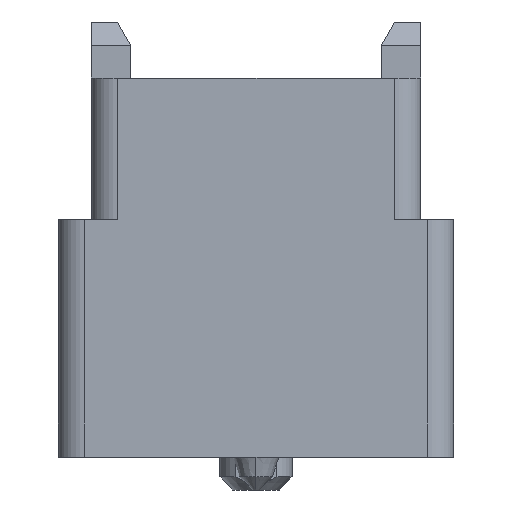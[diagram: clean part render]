
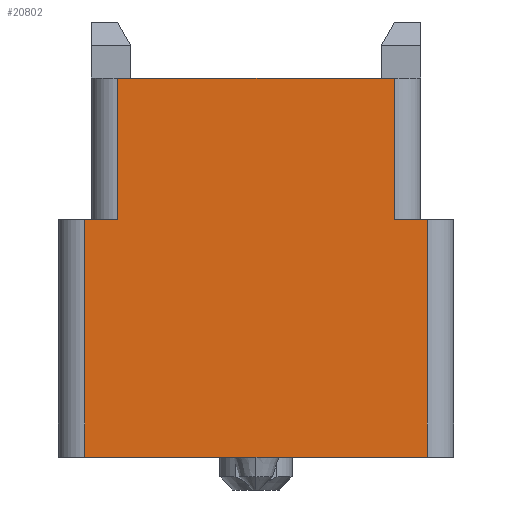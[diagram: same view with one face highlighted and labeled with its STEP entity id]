
A CAD part, left-side view. The second image highlights one B-rep face of the part: STEP entity #20802.
In plain terms, the highlighted planar face has unit normal (-1, 0, 0).
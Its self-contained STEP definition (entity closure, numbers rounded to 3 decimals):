
#217=DIRECTION('',(0.,1.,0.));
#218=VECTOR('',#217,4.2);
#219=CARTESIAN_POINT('',(-30.9,-2.1,-0.85));
#220=LINE('',#219,#218);
#605=DIRECTION('',(0.,-1.,0.));
#606=VECTOR('',#605,0.5);
#607=CARTESIAN_POINT('',(-30.9,2.6,-3.));
#608=LINE('',#607,#606);
#635=DIRECTION('',(0.,-1.,0.));
#636=VECTOR('',#635,0.5);
#637=CARTESIAN_POINT('',(-30.9,-2.1,-3.));
#638=LINE('',#637,#636);
#687=DIRECTION('',(0.,1.,0.));
#688=VECTOR('',#687,5.2);
#689=CARTESIAN_POINT('',(-30.9,-2.6,-6.6));
#690=LINE('',#689,#688);
#691=DIRECTION('',(0.,0.,1.));
#692=VECTOR('',#691,3.6);
#693=CARTESIAN_POINT('',(-30.9,2.6,-6.6));
#694=LINE('',#693,#692);
#695=DIRECTION('',(0.,0.,-1.));
#696=VECTOR('',#695,2.15);
#697=CARTESIAN_POINT('',(-30.9,2.1,-0.85));
#698=LINE('',#697,#696);
#709=DIRECTION('',(0.,0.,-1.));
#710=VECTOR('',#709,2.15);
#711=CARTESIAN_POINT('',(-30.9,-2.1,-0.85));
#712=LINE('',#711,#710);
#713=DIRECTION('',(0.,0.,1.));
#714=VECTOR('',#713,3.6);
#715=CARTESIAN_POINT('',(-30.9,-2.6,-6.6));
#716=LINE('',#715,#714);
#15012=CARTESIAN_POINT('',(-30.9,2.6,-6.6));
#15013=VERTEX_POINT('',#15012);
#15014=CARTESIAN_POINT('',(-30.9,-2.6,-6.6));
#15016=VERTEX_POINT('',#15014);
#15036=CARTESIAN_POINT('',(-30.9,2.6,-3.));
#15037=VERTEX_POINT('',#15036);
#15038=CARTESIAN_POINT('',(-30.9,-2.6,-3.));
#15040=VERTEX_POINT('',#15038);
#15045=CARTESIAN_POINT('',(-30.9,2.1,-3.));
#15047=VERTEX_POINT('',#15045);
#15048=CARTESIAN_POINT('',(-30.9,-2.1,-3.));
#15050=VERTEX_POINT('',#15048);
#15069=CARTESIAN_POINT('',(-30.9,2.1,-0.85));
#15071=VERTEX_POINT('',#15069);
#15072=CARTESIAN_POINT('',(-30.9,-2.1,-0.85));
#15074=VERTEX_POINT('',#15072);
#20783=CARTESIAN_POINT('',(-30.9,2.1,0.));
#20784=DIRECTION('',(-1.,0.,0.));
#20785=DIRECTION('',(0.,-1.,0.));
#20786=AXIS2_PLACEMENT_3D('',#20783,#20784,#20785);
#20787=PLANE('',#20786);
#20788=ORIENTED_EDGE('',*,*,#20203,.F.);
#20790=ORIENTED_EDGE('',*,*,#20789,.T.);
#20791=ORIENTED_EDGE('',*,*,#20729,.T.);
#20793=ORIENTED_EDGE('',*,*,#20792,.F.);
#20795=ORIENTED_EDGE('',*,*,#20794,.T.);
#20797=ORIENTED_EDGE('',*,*,#20796,.T.);
#20798=ORIENTED_EDGE('',*,*,#20703,.T.);
#20799=ORIENTED_EDGE('',*,*,#20776,.F.);
#20800=EDGE_LOOP('',(#20788,#20790,#20791,#20793,#20795,#20797,#20798,#20799));
#20801=FACE_OUTER_BOUND('',#20800,.F.);
#20203=EDGE_CURVE('',#15074,#15071,#220,.T.);
#20703=EDGE_CURVE('',#15037,#15047,#608,.T.);
#20729=EDGE_CURVE('',#15050,#15040,#638,.T.);
#20776=EDGE_CURVE('',#15071,#15047,#698,.T.);
#20789=EDGE_CURVE('',#15074,#15050,#712,.T.);
#20792=EDGE_CURVE('',#15016,#15040,#716,.T.);
#20794=EDGE_CURVE('',#15016,#15013,#690,.T.);
#20796=EDGE_CURVE('',#15013,#15037,#694,.T.);
#20802=ADVANCED_FACE('',(#20801),#20787,.T.);
